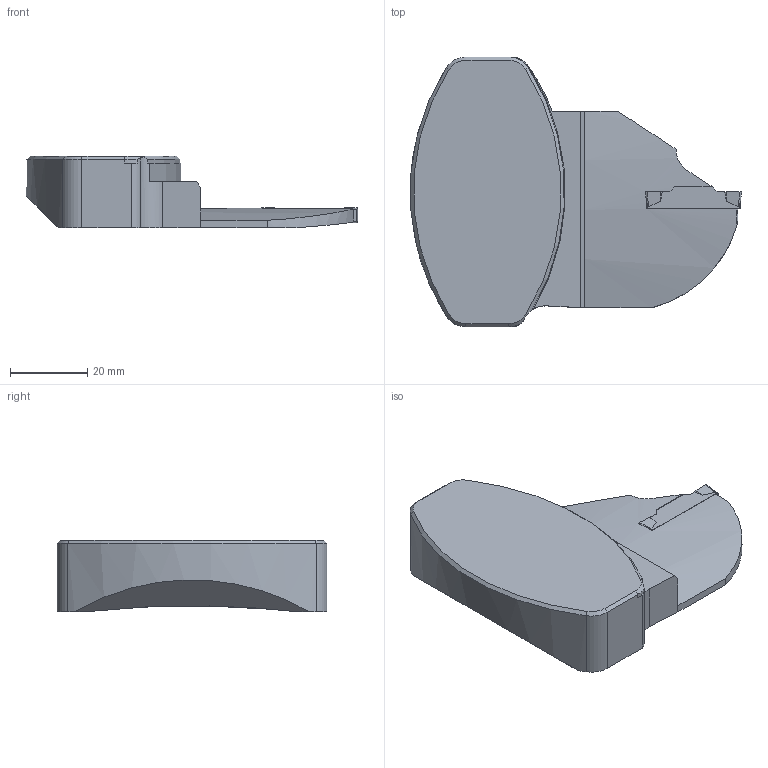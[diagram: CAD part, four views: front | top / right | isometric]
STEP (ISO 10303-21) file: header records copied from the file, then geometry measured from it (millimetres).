
FILE_DESCRIPTION(/* description */ (''),/* implementation_level */ '2;1');
FILE_NAME(/* name */ '1549603610470.stp',/* time_stamp */ '2019-02-08T10:57:14+05:00',/* author */ (''),/* organization */ ('SMS'),/* preprocessor_version */ 'ST-DEVELOPER v15',/* originating_system */ 'SIEMENS PLM Software NX 8.5',/* authorisation */ '');
FILE_SCHEMA (('AUTOMOTIVE_DESIGN { 1 0 10303 214 3 1 1 1 }'));
Length unit declared in the file: millimetre
Products named in the file (4): ASSEMBLY_CONSTRUCTION; 201539468mod000_00; 201713236mod000_00; 201713234mod000_00
Assembly tree (3 placements, depth 2):
  201713234mod000_00
    201713236mod000_00
    201539468mod000_00
    ASSEMBLY_CONSTRUCTION
Bounding box: 85.96 x 70 x 18.62 mm (x, y, z)
Volume: 48509 mm3; surface area: 12289 mm2
Topology: 2 solids, 3 shells, 83 faces, 227 edges, 155 vertices
Faces by surface type: plane 41, cylinder 27, cone 9, bspline 6
Entity records: 3021 total; most frequent: CARTESIAN_POINT 793, ORIENTED_EDGE 448, DIRECTION 425, EDGE_CURVE 224, AXIS2_PLACEMENT_3D 152, VERTEX_POINT 148, LINE 121, VECTOR 121
